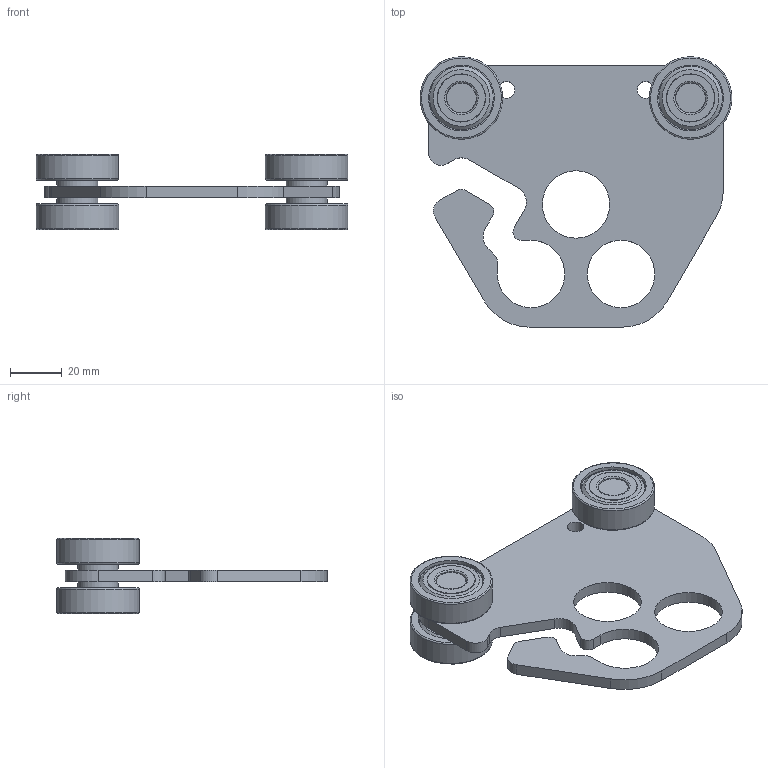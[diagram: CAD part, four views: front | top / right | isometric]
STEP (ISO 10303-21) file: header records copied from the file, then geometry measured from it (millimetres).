
FILE_DESCRIPTION((''),'2;1');
FILE_NAME('625331.stp','2014-01-13T17:20:07',('kpea'),(''),'Autodesk Inventor 2013','Autodesk Inventor 2013','');
FILE_SCHEMA(('AUTOMOTIVE_DESIGN { 1 0 10303 214 1 1 1 1 }'));
Length unit declared in the file: inch
Products named in the file (1): 625331
Bounding box: 120.9 x 104.9 x 29.12 mm (x, y, z)
Volume: 64457.5 mm3; surface area: 47143.7 mm2
Topology: 11 solids, 11 shells, 344 faces, 970 edges, 664 vertices
Faces by surface type: torus 96, sphere 80, cylinder 79, plane 77, cone 12
Full cylindrical faces by diameter (mm): 6.477 x2, 12 x4, 12.009 x2, 12.167 x2, 12.294 x4, 15.875 x4, 18.5 x8, 18.685 x8, 20.5 x4, 23.5 x4, 25.5 x16, 26.162 x2, 32 x4
Entity records: 13559 total; most frequent: CARTESIAN_POINT 5027, DIRECTION 1746, ORIENTED_EDGE 1436, AXIS2_PLACEMENT_3D 843, EDGE_CURVE 718, EDGE_LOOP 664, VERTEX_POINT 528, CIRCLE 498
